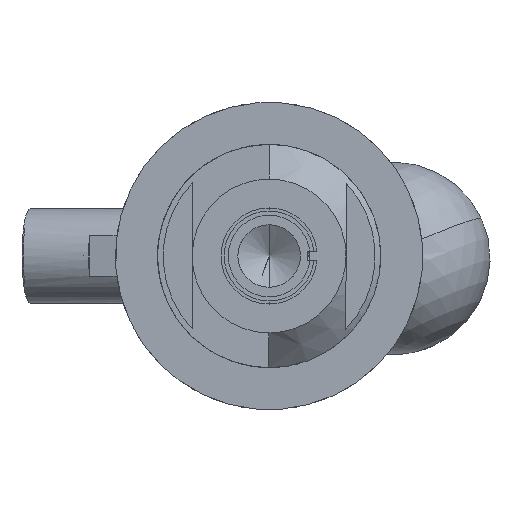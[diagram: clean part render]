
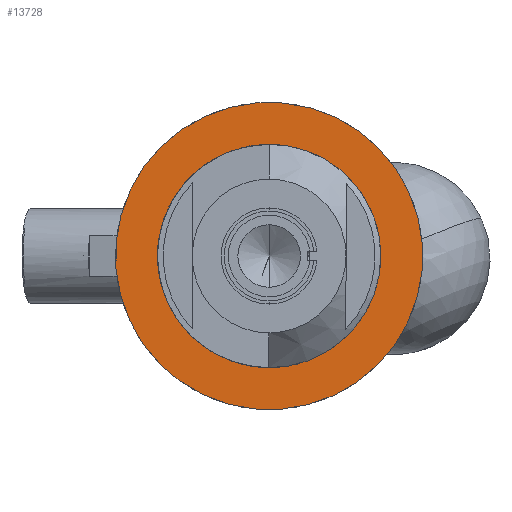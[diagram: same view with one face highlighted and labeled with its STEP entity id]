
A CAD part, left-side view. The second image highlights one B-rep face of the part: STEP entity #13728.
In plain terms, the highlighted planar face has unit normal (-1, 0, 0).
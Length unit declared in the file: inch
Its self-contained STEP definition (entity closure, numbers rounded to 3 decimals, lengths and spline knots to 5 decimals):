
#573 = CARTESIAN_POINT ( 'NONE',  ( -4.28, 0., 0. ) ) ;
#1026 = EDGE_CURVE ( 'NONE', #1813, #9489, #4490, .T. ) ;
#1031 = VERTEX_POINT ( 'NONE', #11373 ) ;
#1494 = CIRCLE ( 'NONE', #3700, 0.72589 ) ;
#1587 = CIRCLE ( 'NONE', #3305, 0.99894 ) ;
#1813 = VERTEX_POINT ( 'NONE', #14317 ) ;
#2325 = DIRECTION ( 'NONE',  ( -1., 0., 0. ) ) ;
#2394 = CARTESIAN_POINT ( 'NONE',  ( -4.28, 0., 0. ) ) ;
#2536 = DIRECTION ( 'NONE',  ( -1., 0., 0. ) ) ;
#2635 = ORIENTED_EDGE ( 'NONE', *, *, #1026, .F. ) ;
#3305 = AXIS2_PLACEMENT_3D ( 'NONE', #14055, #4601, #7052 ) ;
#3389 = CARTESIAN_POINT ( 'NONE',  ( -4.28, 0., 0. ) ) ;
#3700 = AXIS2_PLACEMENT_3D ( 'NONE', #573, #4440, #13823 ) ;
#4380 = ORIENTED_EDGE ( 'NONE', *, *, #4866, .T. ) ;
#4440 = DIRECTION ( 'NONE',  ( -1., 0., 0. ) ) ;
#4490 = CIRCLE ( 'NONE', #9398, 0.72589 ) ;
#4601 = DIRECTION ( 'NONE',  ( -1., 0., 0. ) ) ;
#4866 = EDGE_CURVE ( 'NONE', #1031, #9175, #1587, .T. ) ;
#5453 = FACE_BOUND ( 'NONE', #7441, .T. ) ;
#5890 = EDGE_CURVE ( 'NONE', #9489, #1813, #1494, .T. ) ;
#5980 = DIRECTION ( 'NONE',  ( 0., -0.702, -0.712 ) ) ;
#6902 = AXIS2_PLACEMENT_3D ( 'NONE', #2394, #2536, #5980 ) ;
#7052 = DIRECTION ( 'NONE',  ( 0., -0.702, -0.712 ) ) ;
#7441 = EDGE_LOOP ( 'NONE', ( #2635, #10792 ) ) ;
#7518 = AXIS2_PLACEMENT_3D ( 'NONE', #3389, #2325, #11706 ) ;
#7843 = DIRECTION ( 'NONE',  ( 0., -0.702, -0.712 ) ) ;
#8689 = EDGE_LOOP ( 'NONE', ( #12295, #4380 ) ) ;
#9175 = VERTEX_POINT ( 'NONE', #10290 ) ;
#9398 = AXIS2_PLACEMENT_3D ( 'NONE', #12378, #12220, #7843 ) ;
#9489 = VERTEX_POINT ( 'NONE', #11689 ) ;
#10252 = EDGE_CURVE ( 'NONE', #9175, #1031, #11943, .T. ) ;
#10290 = CARTESIAN_POINT ( 'NONE',  ( -4.28, 0.70102, 0.71165 ) ) ;
#10304 = FACE_OUTER_BOUND ( 'NONE', #8689, .T. ) ;
#10792 = ORIENTED_EDGE ( 'NONE', *, *, #5890, .F. ) ;
#11373 = CARTESIAN_POINT ( 'NONE',  ( -4.28, -0.70102, -0.71165 ) ) ;
#11689 = CARTESIAN_POINT ( 'NONE',  ( -4.28, -0.50941, -0.51712 ) ) ;
#11706 = DIRECTION ( 'NONE',  ( 0., -0.702, -0.712 ) ) ;
#11943 = CIRCLE ( 'NONE', #7518, 0.99894 ) ;
#12220 = DIRECTION ( 'NONE',  ( -1., 0., 0. ) ) ;
#12295 = ORIENTED_EDGE ( 'NONE', *, *, #10252, .T. ) ;
#12378 = CARTESIAN_POINT ( 'NONE',  ( -4.28, 0., 0. ) ) ;
#13728 = ADVANCED_FACE ( 'NONE', ( #10304, #5453 ), #14976, .T. ) ;
#13823 = DIRECTION ( 'NONE',  ( 0., -0.702, -0.712 ) ) ;
#14055 = CARTESIAN_POINT ( 'NONE',  ( -4.28, 0., 0. ) ) ;
#14317 = CARTESIAN_POINT ( 'NONE',  ( -4.28, 0.50941, 0.51712 ) ) ;
#14976 = PLANE ( 'NONE',  #6902 ) ;
